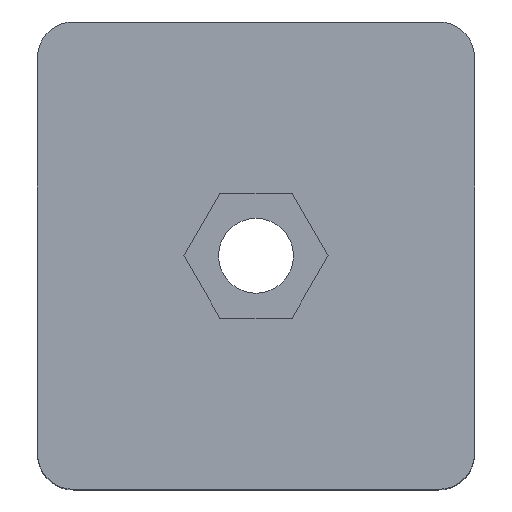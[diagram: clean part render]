
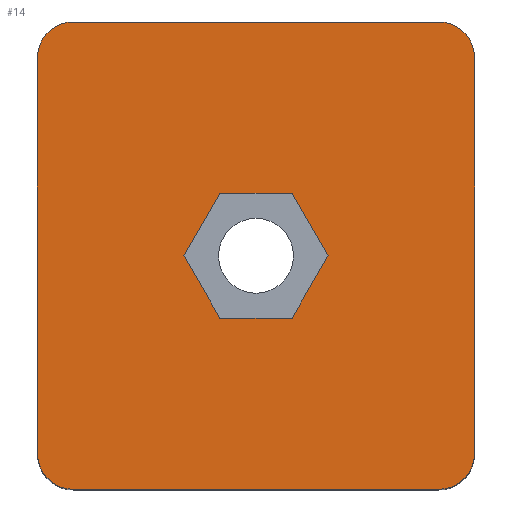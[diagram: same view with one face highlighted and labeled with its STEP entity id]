
A CAD part, top view. The second image highlights one B-rep face of the part: STEP entity #14.
In plain terms, the highlighted planar face has unit normal (0, 0, 1).
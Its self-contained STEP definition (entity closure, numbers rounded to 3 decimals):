
#6 = CARTESIAN_POINT ( 'NONE',  ( 2.021, -3.5, 21. ) ) ;
#13 = CARTESIAN_POINT ( 'NONE',  ( 10.25, -11.1, 21. ) ) ;
#14 = ADVANCED_FACE ( 'NONE', ( #1726, #1608 ), #1478, .T. ) ;
#26 = ORIENTED_EDGE ( 'NONE', *, *, #87, .T. ) ;
#37 = DIRECTION ( 'NONE',  ( 1., 0., 0. ) ) ;
#38 = CARTESIAN_POINT ( 'NONE',  ( 10.25, -13.1, 21. ) ) ;
#56 = CARTESIAN_POINT ( 'NONE',  ( 4.041, 0., 21. ) ) ;
#67 = CARTESIAN_POINT ( 'NONE',  ( 12.25, 11.1, 21. ) ) ;
#74 = LINE ( 'NONE', #194, #908 ) ;
#84 = CIRCLE ( 'NONE', #492, 2. ) ;
#87 = EDGE_CURVE ( 'NONE', #1412, #316, #986, .T. ) ;
#89 = DIRECTION ( 'NONE',  ( -1., 0., 0. ) ) ;
#102 = EDGE_CURVE ( 'NONE', #776, #1689, #1639, .T. ) ;
#114 = VERTEX_POINT ( 'NONE', #1631 ) ;
#127 = CARTESIAN_POINT ( 'NONE',  ( -2.021, -3.5, 21. ) ) ;
#144 = VECTOR ( 'NONE', #976, 1000. ) ;
#168 = CARTESIAN_POINT ( 'NONE',  ( -2.021, 3.5, 21. ) ) ;
#173 = DIRECTION ( 'NONE',  ( 0., 1., 0. ) ) ;
#185 = LINE ( 'NONE', #1537, #973 ) ;
#187 = EDGE_CURVE ( 'NONE', #1689, #1734, #185, .T. ) ;
#194 = CARTESIAN_POINT ( 'NONE',  ( -12.25, -13.1, 21. ) ) ;
#200 = VERTEX_POINT ( 'NONE', #67 ) ;
#211 = VERTEX_POINT ( 'NONE', #959 ) ;
#226 = VECTOR ( 'NONE', #1310, 1000. ) ;
#244 = VERTEX_POINT ( 'NONE', #861 ) ;
#252 = CARTESIAN_POINT ( 'NONE',  ( -12.25, 13.1, 21. ) ) ;
#285 = DIRECTION ( 'NONE',  ( 1., 0., 0. ) ) ;
#297 = LINE ( 'NONE', #953, #429 ) ;
#301 = LINE ( 'NONE', #1371, #1165 ) ;
#311 = VECTOR ( 'NONE', #89, 1000. ) ;
#316 = VERTEX_POINT ( 'NONE', #484 ) ;
#330 = ORIENTED_EDGE ( 'NONE', *, *, #876, .T. ) ;
#353 = CARTESIAN_POINT ( 'NONE',  ( -4.041, 0., 21. ) ) ;
#396 = EDGE_CURVE ( 'NONE', #1711, #1640, #906, .T. ) ;
#406 = DIRECTION ( 'NONE',  ( 0., 0., 1. ) ) ;
#429 = VECTOR ( 'NONE', #1360, 1000. ) ;
#453 = ORIENTED_EDGE ( 'NONE', *, *, #893, .T. ) ;
#470 = ORIENTED_EDGE ( 'NONE', *, *, #985, .T. ) ;
#479 = AXIS2_PLACEMENT_3D ( 'NONE', #1097, #1083, #285 ) ;
#482 = ORIENTED_EDGE ( 'NONE', *, *, #1482, .T. ) ;
#484 = CARTESIAN_POINT ( 'NONE',  ( -12.25, 11.1, 21. ) ) ;
#492 = AXIS2_PLACEMENT_3D ( 'NONE', #507, #1174, #867 ) ;
#501 = ORIENTED_EDGE ( 'NONE', *, *, #1700, .F. ) ;
#507 = CARTESIAN_POINT ( 'NONE',  ( -10.25, -11.1, 21. ) ) ;
#527 = CIRCLE ( 'NONE', #1594, 2. ) ;
#531 = DIRECTION ( 'NONE',  ( 1., 0., 0. ) ) ;
#555 = LINE ( 'NONE', #56, #1020 ) ;
#561 = CARTESIAN_POINT ( 'NONE',  ( 10.25, 11.1, 21. ) ) ;
#590 = VERTEX_POINT ( 'NONE', #38 ) ;
#596 = CARTESIAN_POINT ( 'NONE',  ( -10.25, 13.1, 21. ) ) ;
#604 = CARTESIAN_POINT ( 'NONE',  ( 2.021, 3.5, 21. ) ) ;
#611 = CARTESIAN_POINT ( 'NONE',  ( -2.021, -3.5, 21. ) ) ;
#620 = VERTEX_POINT ( 'NONE', #1392 ) ;
#673 = EDGE_CURVE ( 'NONE', #961, #590, #74, .T. ) ;
#704 = EDGE_LOOP ( 'NONE', ( #1181, #905, #470, #453, #482, #26, #330, #914 ) ) ;
#708 = ORIENTED_EDGE ( 'NONE', *, *, #102, .F. ) ;
#774 = CARTESIAN_POINT ( 'NONE',  ( -2.021, 3.5, 21. ) ) ;
#776 = VERTEX_POINT ( 'NONE', #774 ) ;
#781 = DIRECTION ( 'NONE',  ( 0., -1., 0. ) ) ;
#789 = ORIENTED_EDGE ( 'NONE', *, *, #396, .F. ) ;
#794 = DIRECTION ( 'NONE',  ( 0., 0., 1. ) ) ;
#837 = EDGE_CURVE ( 'NONE', #590, #211, #1245, .T. ) ;
#861 = CARTESIAN_POINT ( 'NONE',  ( 2.021, 3.5, 21. ) ) ;
#864 = LINE ( 'NONE', #611, #1288 ) ;
#867 = DIRECTION ( 'NONE',  ( 1., 0., 0. ) ) ;
#876 = EDGE_CURVE ( 'NONE', #316, #620, #1452, .T. ) ;
#893 = EDGE_CURVE ( 'NONE', #200, #114, #527, .T. ) ;
#905 = ORIENTED_EDGE ( 'NONE', *, *, #837, .T. ) ;
#906 = LINE ( 'NONE', #6, #226 ) ;
#908 = VECTOR ( 'NONE', #1550, 1000. ) ;
#914 = ORIENTED_EDGE ( 'NONE', *, *, #1075, .T. ) ;
#946 = ORIENTED_EDGE ( 'NONE', *, *, #1656, .F. ) ;
#953 = CARTESIAN_POINT ( 'NONE',  ( 12.25, 13.1, 21. ) ) ;
#959 = CARTESIAN_POINT ( 'NONE',  ( 12.25, -11.1, 21. ) ) ;
#961 = VERTEX_POINT ( 'NONE', #1361 ) ;
#973 = VECTOR ( 'NONE', #1255, 1000. ) ;
#976 = DIRECTION ( 'NONE',  ( -0.5, -0.866, 0. ) ) ;
#985 = EDGE_CURVE ( 'NONE', #211, #200, #301, .T. ) ;
#986 = CIRCLE ( 'NONE', #479, 2. ) ;
#1020 = VECTOR ( 'NONE', #1119, 1000. ) ;
#1060 = CARTESIAN_POINT ( 'NONE',  ( 0., 0., 21. ) ) ;
#1071 = AXIS2_PLACEMENT_3D ( 'NONE', #1060, #406, #1323 ) ;
#1075 = EDGE_CURVE ( 'NONE', #620, #961, #84, .T. ) ;
#1083 = DIRECTION ( 'NONE',  ( 0., 0., 1. ) ) ;
#1097 = CARTESIAN_POINT ( 'NONE',  ( -10.25, 11.1, 21. ) ) ;
#1119 = DIRECTION ( 'NONE',  ( -0.5, 0.866, 0. ) ) ;
#1165 = VECTOR ( 'NONE', #173, 1000. ) ;
#1174 = DIRECTION ( 'NONE',  ( 0., 0., 1. ) ) ;
#1181 = ORIENTED_EDGE ( 'NONE', *, *, #673, .T. ) ;
#1245 = CIRCLE ( 'NONE', #1621, 2. ) ;
#1255 = DIRECTION ( 'NONE',  ( 0.5, -0.866, 0. ) ) ;
#1271 = DIRECTION ( 'NONE',  ( 1., 0., 0. ) ) ;
#1288 = VECTOR ( 'NONE', #1271, 1000. ) ;
#1303 = ORIENTED_EDGE ( 'NONE', *, *, #1426, .F. ) ;
#1310 = DIRECTION ( 'NONE',  ( 0.5, 0.866, 0. ) ) ;
#1317 = ORIENTED_EDGE ( 'NONE', *, *, #187, .F. ) ;
#1323 = DIRECTION ( 'NONE',  ( 1., 0., 0. ) ) ;
#1343 = CARTESIAN_POINT ( 'NONE',  ( 2.021, -3.5, 21. ) ) ;
#1347 = DIRECTION ( 'NONE',  ( 0., 0., 1. ) ) ;
#1360 = DIRECTION ( 'NONE',  ( -1., 0., 0. ) ) ;
#1361 = CARTESIAN_POINT ( 'NONE',  ( -10.25, -13.1, 21. ) ) ;
#1371 = CARTESIAN_POINT ( 'NONE',  ( 12.25, -13.1, 21. ) ) ;
#1392 = CARTESIAN_POINT ( 'NONE',  ( -12.25, -11.1, 21. ) ) ;
#1395 = EDGE_LOOP ( 'NONE', ( #1303, #789, #501, #1317, #708, #946 ) ) ;
#1412 = VERTEX_POINT ( 'NONE', #596 ) ;
#1426 = EDGE_CURVE ( 'NONE', #1640, #244, #555, .T. ) ;
#1452 = LINE ( 'NONE', #252, #1475 ) ;
#1475 = VECTOR ( 'NONE', #781, 1000. ) ;
#1478 = PLANE ( 'NONE',  #1071 ) ;
#1482 = EDGE_CURVE ( 'NONE', #114, #1412, #297, .T. ) ;
#1537 = CARTESIAN_POINT ( 'NONE',  ( -4.041, 0., 21. ) ) ;
#1545 = CARTESIAN_POINT ( 'NONE',  ( 4.041, 0., 21. ) ) ;
#1550 = DIRECTION ( 'NONE',  ( 1., 0., 0. ) ) ;
#1594 = AXIS2_PLACEMENT_3D ( 'NONE', #561, #1347, #37 ) ;
#1608 = FACE_OUTER_BOUND ( 'NONE', #704, .T. ) ;
#1621 = AXIS2_PLACEMENT_3D ( 'NONE', #13, #794, #531 ) ;
#1631 = CARTESIAN_POINT ( 'NONE',  ( 10.25, 13.1, 21. ) ) ;
#1639 = LINE ( 'NONE', #168, #144 ) ;
#1640 = VERTEX_POINT ( 'NONE', #1545 ) ;
#1656 = EDGE_CURVE ( 'NONE', #244, #776, #1660, .T. ) ;
#1660 = LINE ( 'NONE', #604, #311 ) ;
#1689 = VERTEX_POINT ( 'NONE', #353 ) ;
#1700 = EDGE_CURVE ( 'NONE', #1734, #1711, #864, .T. ) ;
#1711 = VERTEX_POINT ( 'NONE', #1343 ) ;
#1726 = FACE_BOUND ( 'NONE', #1395, .T. ) ;
#1734 = VERTEX_POINT ( 'NONE', #127 ) ;
